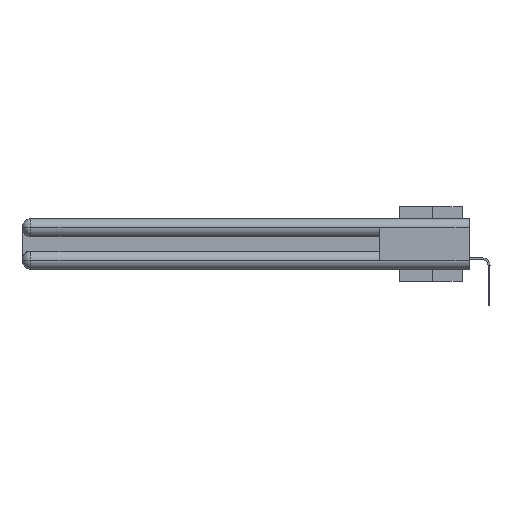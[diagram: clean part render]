
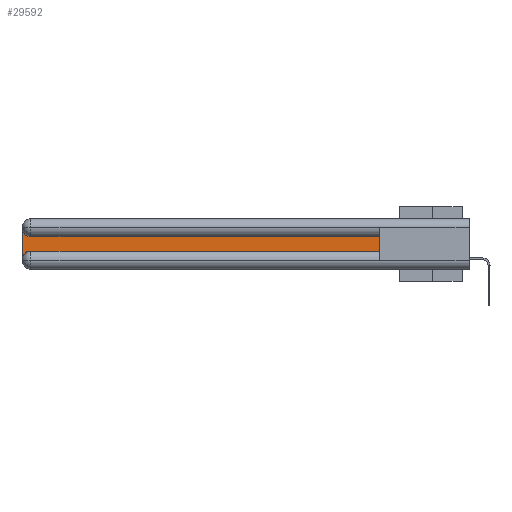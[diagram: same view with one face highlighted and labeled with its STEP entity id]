
A CAD part, left-side view. The second image highlights one B-rep face of the part: STEP entity #29592.
In plain terms, the highlighted planar face has unit normal (-1, 0, 0).
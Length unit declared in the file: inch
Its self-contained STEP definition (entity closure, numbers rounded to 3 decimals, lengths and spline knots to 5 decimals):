
#1111 = CARTESIAN_POINT ( 'NONE',  ( 0.075, 3., -0.2175 ) ) ;
#1279 = DIRECTION ( 'NONE',  ( 1., 0., 0. ) ) ;
#1488 = EDGE_CURVE ( 'NONE', #30854, #28024, #14842, .T. ) ;
#1572 = CARTESIAN_POINT ( 'NONE',  ( 0.075, 2.94, -0.2175 ) ) ;
#1709 = CARTESIAN_POINT ( 'NONE',  ( 0.075, 2.94, -0.1225 ) ) ;
#1720 = CIRCLE ( 'NONE', #12311, 0.06 ) ;
#1911 = CARTESIAN_POINT ( 'NONE',  ( 0.075, 0.6, -0.1225 ) ) ;
#3173 = ORIENTED_EDGE ( 'NONE', *, *, #7704, .T. ) ;
#4559 = CARTESIAN_POINT ( 'NONE',  ( 0.075, 3., -0.2775 ) ) ;
#5163 = VECTOR ( 'NONE', #19809, 39.37008 ) ;
#5724 = VERTEX_POINT ( 'NONE', #4559 ) ;
#5915 = VECTOR ( 'NONE', #16306, 39.37008 ) ;
#7704 = EDGE_CURVE ( 'NONE', #21762, #9571, #16234, .T. ) ;
#7800 = ORIENTED_EDGE ( 'NONE', *, *, #11063, .T. ) ;
#8464 = CARTESIAN_POINT ( 'NONE',  ( 0.075, 3., -0.0625 ) ) ;
#8788 = ORIENTED_EDGE ( 'NONE', *, *, #21297, .T. ) ;
#9571 = VERTEX_POINT ( 'NONE', #8464 ) ;
#10218 = LINE ( 'NONE', #13728, #30008 ) ;
#10863 = VERTEX_POINT ( 'NONE', #1572 ) ;
#11063 = EDGE_CURVE ( 'NONE', #10863, #30854, #26123, .T. ) ;
#11342 = DIRECTION ( 'NONE',  ( 0., 1., 0. ) ) ;
#11922 = EDGE_LOOP ( 'NONE', ( #23948, #3173, #8788, #25362, #7800, #14634 ) ) ;
#12311 = AXIS2_PLACEMENT_3D ( 'NONE', #27402, #19722, #22410 ) ;
#13728 = CARTESIAN_POINT ( 'NONE',  ( 0.075, 0.6, -0.1225 ) ) ;
#14432 = LINE ( 'NONE', #1111, #5915 ) ;
#14634 = ORIENTED_EDGE ( 'NONE', *, *, #1488, .T. ) ;
#14842 = LINE ( 'NONE', #22500, #5163 ) ;
#14845 = VECTOR ( 'NONE', #17191, 39.37008 ) ;
#15076 = EDGE_CURVE ( 'NONE', #28024, #21762, #10218, .T. ) ;
#15714 = CARTESIAN_POINT ( 'NONE',  ( 0.075, 3., -0.1225 ) ) ;
#16234 = CIRCLE ( 'NONE', #21371, 0.06 ) ;
#16306 = DIRECTION ( 'NONE',  ( 0., 0., -1. ) ) ;
#17191 = DIRECTION ( 'NONE',  ( 0., -1., 0. ) ) ;
#19722 = DIRECTION ( 'NONE',  ( 1., 0., 0. ) ) ;
#19809 = DIRECTION ( 'NONE',  ( 0., 0., 1. ) ) ;
#19833 = AXIS2_PLACEMENT_3D ( 'NONE', #15714, #1279, #25678 ) ;
#20550 = EDGE_CURVE ( 'NONE', #5724, #10863, #1720, .T. ) ;
#21297 = EDGE_CURVE ( 'NONE', #9571, #5724, #14432, .T. ) ;
#21371 = AXIS2_PLACEMENT_3D ( 'NONE', #27028, #22250, #29524 ) ;
#21762 = VERTEX_POINT ( 'NONE', #1709 ) ;
#22250 = DIRECTION ( 'NONE',  ( 1., 0., 0. ) ) ;
#22410 = DIRECTION ( 'NONE',  ( 0., 0., -1. ) ) ;
#22500 = CARTESIAN_POINT ( 'NONE',  ( 0.075, 0.6, -0.2175 ) ) ;
#23948 = ORIENTED_EDGE ( 'NONE', *, *, #15076, .T. ) ;
#25362 = ORIENTED_EDGE ( 'NONE', *, *, #20550, .T. ) ;
#25678 = DIRECTION ( 'NONE',  ( 0., 0., -1. ) ) ;
#25792 = PLANE ( 'NONE',  #19833 ) ;
#26082 = FACE_OUTER_BOUND ( 'NONE', #11922, .T. ) ;
#26123 = LINE ( 'NONE', #27046, #14845 ) ;
#27028 = CARTESIAN_POINT ( 'NONE',  ( 0.075, 2.94, -0.0625 ) ) ;
#27046 = CARTESIAN_POINT ( 'NONE',  ( 0.075, 0.6, -0.2175 ) ) ;
#27402 = CARTESIAN_POINT ( 'NONE',  ( 0.075, 2.94, -0.2775 ) ) ;
#28024 = VERTEX_POINT ( 'NONE', #1911 ) ;
#29524 = DIRECTION ( 'NONE',  ( 0., 0., -1. ) ) ;
#29592 = ADVANCED_FACE ( 'NONE', ( #26082 ), #25792, .F. ) ;
#30008 = VECTOR ( 'NONE', #11342, 39.37008 ) ;
#30854 = VERTEX_POINT ( 'NONE', #31205 ) ;
#31205 = CARTESIAN_POINT ( 'NONE',  ( 0.075, 0.6, -0.2175 ) ) ;
